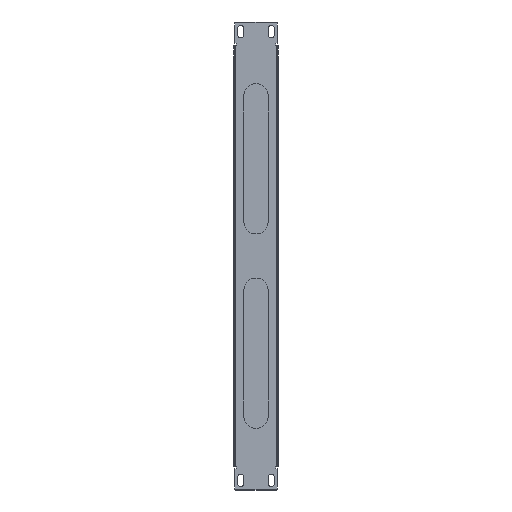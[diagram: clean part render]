
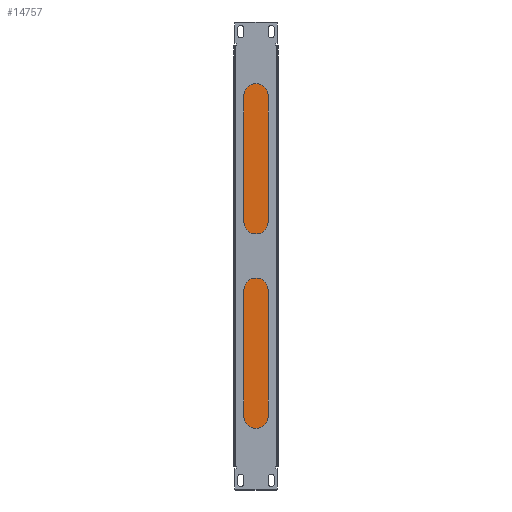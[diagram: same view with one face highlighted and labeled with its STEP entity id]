
A CAD part, top view. The second image highlights one B-rep face of the part: STEP entity #14757.
In plain terms, the highlighted face is planar.
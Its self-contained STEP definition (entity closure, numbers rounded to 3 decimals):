
#37 = LINE ( 'NONE', #3077, #5132 ) ;
#448 = VERTEX_POINT ( 'NONE', #9096 ) ;
#533 = FACE_OUTER_BOUND ( 'NONE', #15006, .T. ) ;
#745 = VERTEX_POINT ( 'NONE', #11758 ) ;
#960 = LINE ( 'NONE', #1054, #12226 ) ;
#983 = ORIENTED_EDGE ( 'NONE', *, *, #10582, .F. ) ;
#1054 = CARTESIAN_POINT ( 'NONE',  ( 217.5, -1., -3. ) ) ;
#1603 = EDGE_CURVE ( 'NONE', #1780, #448, #960, .T. ) ;
#1703 = LINE ( 'NONE', #6288, #17002 ) ;
#1780 = VERTEX_POINT ( 'NONE', #11903 ) ;
#3077 = CARTESIAN_POINT ( 'NONE',  ( 0., -14.455, -3. ) ) ;
#4866 = PLANE ( 'NONE',  #6082 ) ;
#5132 = VECTOR ( 'NONE', #16462, 1000. ) ;
#5419 = ORIENTED_EDGE ( 'NONE', *, *, #1603, .F. ) ;
#5536 = CARTESIAN_POINT ( 'NONE',  ( -217.5, 14.455, -3. ) ) ;
#6082 = AXIS2_PLACEMENT_3D ( 'NONE', #6230, #13930, #7786 ) ;
#6230 = CARTESIAN_POINT ( 'NONE',  ( 0., -1., -3. ) ) ;
#6288 = CARTESIAN_POINT ( 'NONE',  ( -217.5, -1., -3. ) ) ;
#7786 = DIRECTION ( 'NONE',  ( 1., 0., 0. ) ) ;
#8771 = DIRECTION ( 'NONE',  ( -1., 0., 0. ) ) ;
#9096 = CARTESIAN_POINT ( 'NONE',  ( 217.5, 14.455, -3. ) ) ;
#9500 = DIRECTION ( 'NONE',  ( 0., -1., 0. ) ) ;
#10030 = ORIENTED_EDGE ( 'NONE', *, *, #15059, .F. ) ;
#10432 = CARTESIAN_POINT ( 'NONE',  ( 0., 14.455, -3. ) ) ;
#10582 = EDGE_CURVE ( 'NONE', #448, #14926, #11894, .T. ) ;
#11758 = CARTESIAN_POINT ( 'NONE',  ( -217.5, -14.455, -3. ) ) ;
#11894 = LINE ( 'NONE', #10432, #19338 ) ;
#11903 = CARTESIAN_POINT ( 'NONE',  ( 217.5, -14.455, -3. ) ) ;
#12226 = VECTOR ( 'NONE', #17673, 1000. ) ;
#13930 = DIRECTION ( 'NONE',  ( 0., 0., 1. ) ) ;
#14757 = ADVANCED_FACE ( 'NONE', ( #533 ), #4866, .F. ) ;
#14926 = VERTEX_POINT ( 'NONE', #5536 ) ;
#15006 = EDGE_LOOP ( 'NONE', ( #10030, #15617, #983, #5419 ) ) ;
#15059 = EDGE_CURVE ( 'NONE', #745, #1780, #37, .T. ) ;
#15173 = EDGE_CURVE ( 'NONE', #14926, #745, #1703, .T. ) ;
#15617 = ORIENTED_EDGE ( 'NONE', *, *, #15173, .F. ) ;
#16462 = DIRECTION ( 'NONE',  ( 1., 0., 0. ) ) ;
#17002 = VECTOR ( 'NONE', #9500, 1000. ) ;
#17673 = DIRECTION ( 'NONE',  ( 0., 1., 0. ) ) ;
#19338 = VECTOR ( 'NONE', #8771, 1000. ) ;
